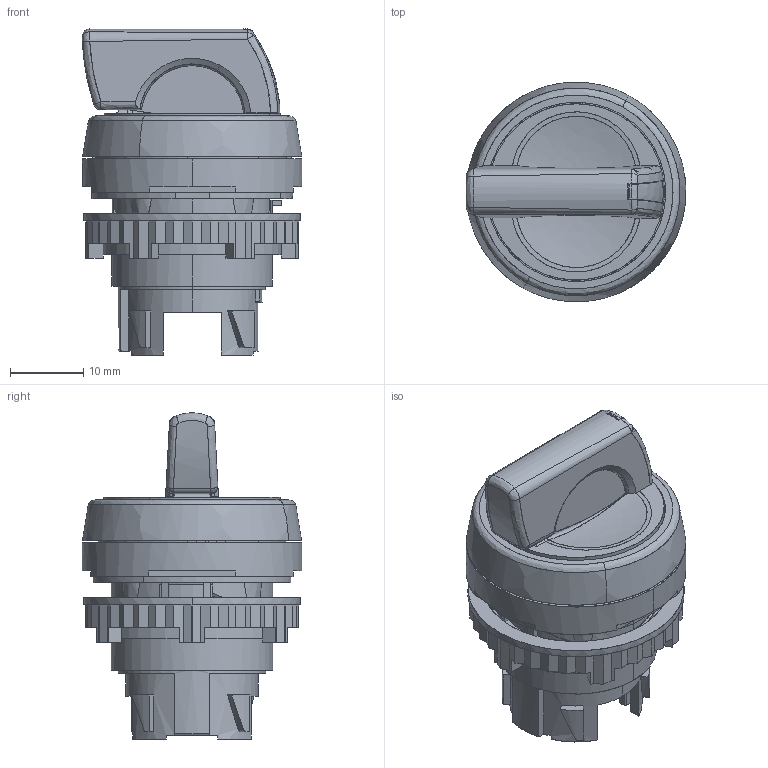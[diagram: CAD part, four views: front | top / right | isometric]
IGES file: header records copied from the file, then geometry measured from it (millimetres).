
Start section: START RECORD GO HERE.
Global section: file name: L21KC03.igs; native system: IBM CATIA IGES - CATIA Version 5 Release 17 ; preprocessor: CATIA Version 5 Release 17 ; author: fantini; organization: EU; date: 20100210.134418; units: millimetre
Bounding box: 29.92 x 29.9 x 44.39 mm (x, y, z)
Surface area: 15936.7 mm2 (no closed solid volume)
Topology: 0 solids, 0 shells, 1197 faces, 6738 edges, 6729 vertices
Faces by surface type: bspline 1197
